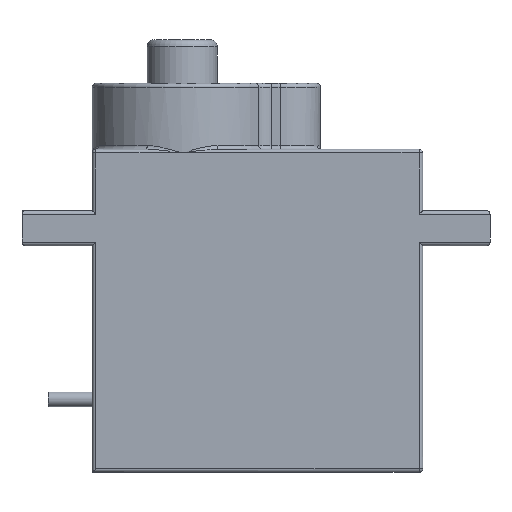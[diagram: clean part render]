
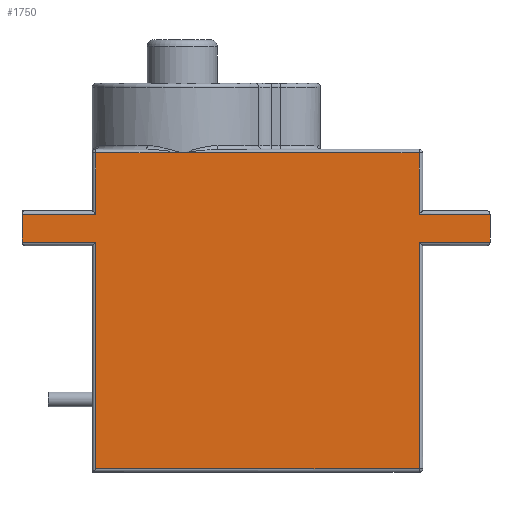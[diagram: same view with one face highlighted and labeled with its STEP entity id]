
A CAD part, front view. The second image highlights one B-rep face of the part: STEP entity #1750.
In plain terms, the highlighted planar face has unit normal (0, -1, 0).
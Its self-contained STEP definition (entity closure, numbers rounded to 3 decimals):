
#62=PLANE('',#1928);
#123=LINE('',#3039,#250);
#133=LINE('',#3069,#260);
#161=LINE('',#3151,#288);
#168=LINE('',#3171,#295);
#170=LINE('',#3175,#297);
#171=LINE('',#3177,#298);
#172=LINE('',#3179,#299);
#173=LINE('',#3181,#300);
#174=LINE('',#3183,#301);
#175=LINE('',#3185,#302);
#176=LINE('',#3186,#303);
#177=LINE('',#3188,#304);
#178=LINE('',#3189,#305);
#250=VECTOR('',#2171,10.);
#260=VECTOR('',#2197,10.);
#288=VECTOR('',#2277,10.);
#295=VECTOR('',#2296,10.);
#297=VECTOR('',#2300,10.);
#298=VECTOR('',#2301,10.);
#299=VECTOR('',#2302,10.);
#300=VECTOR('',#2303,10.);
#301=VECTOR('',#2304,10.);
#302=VECTOR('',#2305,10.);
#303=VECTOR('',#2306,10.);
#304=VECTOR('',#2307,10.);
#305=VECTOR('',#2308,10.);
#462=FACE_OUTER_BOUND('',#584,.T.);
#584=EDGE_LOOP('',(#1359,#1360,#1361,#1362,#1363,#1364,#1365,#1366,#1367,
#1368,#1369,#1370,#1371));
#791=VERTEX_POINT('',#2762);
#810=VERTEX_POINT('',#3038);
#822=VERTEX_POINT('',#3067);
#849=VERTEX_POINT('',#3148);
#850=VERTEX_POINT('',#3150);
#857=VERTEX_POINT('',#3170);
#858=VERTEX_POINT('',#3174);
#859=VERTEX_POINT('',#3176);
#860=VERTEX_POINT('',#3178);
#861=VERTEX_POINT('',#3180);
#862=VERTEX_POINT('',#3182);
#863=VERTEX_POINT('',#3184);
#864=VERTEX_POINT('',#3187);
#980=EDGE_CURVE('',#791,#810,#123,.T.);
#996=EDGE_CURVE('',#822,#791,#133,.T.);
#1036=EDGE_CURVE('',#849,#850,#161,.T.);
#1046=EDGE_CURVE('',#850,#857,#168,.T.);
#1048=EDGE_CURVE('',#858,#849,#170,.T.);
#1049=EDGE_CURVE('',#859,#858,#171,.T.);
#1050=EDGE_CURVE('',#860,#859,#172,.T.);
#1051=EDGE_CURVE('',#861,#860,#173,.T.);
#1052=EDGE_CURVE('',#861,#862,#174,.T.);
#1053=EDGE_CURVE('',#863,#862,#175,.T.);
#1054=EDGE_CURVE('',#810,#863,#176,.T.);
#1055=EDGE_CURVE('',#864,#822,#177,.T.);
#1056=EDGE_CURVE('',#857,#864,#178,.T.);
#1359=ORIENTED_EDGE('',*,*,#1036,.F.);
#1360=ORIENTED_EDGE('',*,*,#1048,.F.);
#1361=ORIENTED_EDGE('',*,*,#1049,.F.);
#1362=ORIENTED_EDGE('',*,*,#1050,.F.);
#1363=ORIENTED_EDGE('',*,*,#1051,.F.);
#1364=ORIENTED_EDGE('',*,*,#1052,.T.);
#1365=ORIENTED_EDGE('',*,*,#1053,.F.);
#1366=ORIENTED_EDGE('',*,*,#1054,.F.);
#1367=ORIENTED_EDGE('',*,*,#980,.F.);
#1368=ORIENTED_EDGE('',*,*,#996,.F.);
#1369=ORIENTED_EDGE('',*,*,#1055,.F.);
#1370=ORIENTED_EDGE('',*,*,#1056,.F.);
#1371=ORIENTED_EDGE('',*,*,#1046,.F.);
#1750=ADVANCED_FACE('',(#462),#62,.T.);
#1928=AXIS2_PLACEMENT_3D('',#3173,#2298,#2299);
#2171=DIRECTION('',(1.,0.,0.));
#2197=DIRECTION('',(1.,0.,0.));
#2277=DIRECTION('',(-1.,0.,0.));
#2296=DIRECTION('',(0.,0.,1.));
#2298=DIRECTION('center_axis',(0.,-1.,0.));
#2299=DIRECTION('ref_axis',(1.,0.,0.));
#2300=DIRECTION('',(0.,0.,1.));
#2301=DIRECTION('',(-1.,0.,0.));
#2302=DIRECTION('',(0.,0.,-1.));
#2303=DIRECTION('',(-1.,0.,0.));
#2304=DIRECTION('',(0.,0.,1.));
#2305=DIRECTION('',(1.,0.,0.));
#2306=DIRECTION('',(0.,0.,-1.));
#2307=DIRECTION('',(0.,0.,1.));
#2308=DIRECTION('',(1.,0.,0.));
#2762=CARTESIAN_POINT('',(6.15,0.,21.85));
#3038=CARTESIAN_POINT('',(22.35,0.,21.85));
#3039=CARTESIAN_POINT('',(5.65,0.,21.85));
#3067=CARTESIAN_POINT('',(0.25,0.,21.85));
#3069=CARTESIAN_POINT('',(5.65,0.,21.85));
#3148=CARTESIAN_POINT('',(0.25,0.,15.75));
#3150=CARTESIAN_POINT('',(-4.8,0.,15.75));
#3151=CARTESIAN_POINT('',(5.6,0.,15.75));
#3170=CARTESIAN_POINT('',(-4.8,0.,17.65));
#3171=CARTESIAN_POINT('',(-4.8,0.,15.5));
#3173=CARTESIAN_POINT('Origin',(0.,0.,0.));
#3174=CARTESIAN_POINT('',(0.25,0.,0.25));
#3175=CARTESIAN_POINT('',(0.25,0.,0.));
#3176=CARTESIAN_POINT('',(22.35,0.,0.25));
#3177=CARTESIAN_POINT('',(5.65,0.,0.25));
#3178=CARTESIAN_POINT('',(22.35,0.,15.75));
#3179=CARTESIAN_POINT('',(22.35,0.,0.));
#3180=CARTESIAN_POINT('',(27.2,0.,15.75));
#3181=CARTESIAN_POINT('',(5.6,0.,15.75));
#3182=CARTESIAN_POINT('',(27.2,0.,17.65));
#3183=CARTESIAN_POINT('',(27.2,0.,15.5));
#3184=CARTESIAN_POINT('',(22.35,0.,17.65));
#3185=CARTESIAN_POINT('',(5.6,0.,17.65));
#3186=CARTESIAN_POINT('',(22.35,0.,0.));
#3187=CARTESIAN_POINT('',(0.25,0.,17.65));
#3188=CARTESIAN_POINT('',(0.25,0.,0.));
#3189=CARTESIAN_POINT('',(5.6,0.,17.65));
